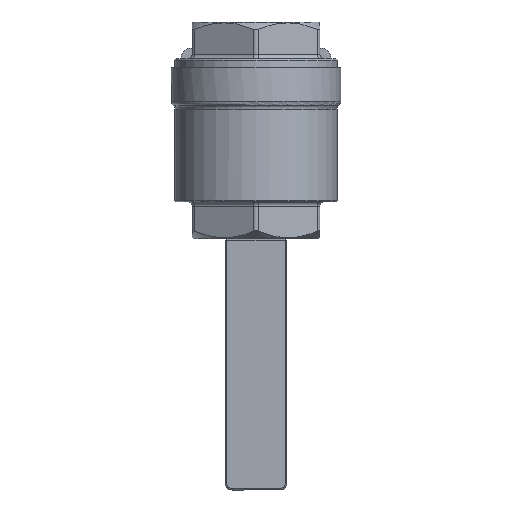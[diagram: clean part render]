
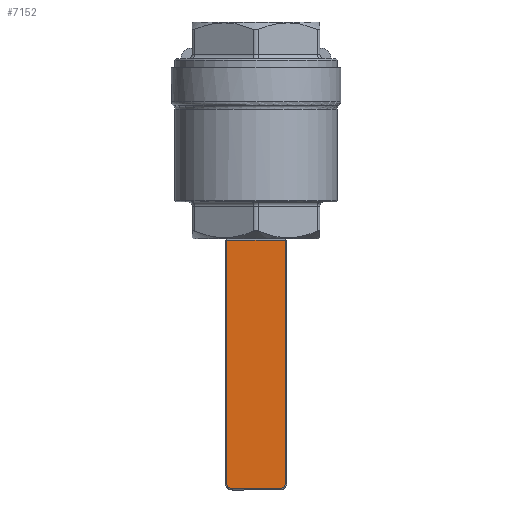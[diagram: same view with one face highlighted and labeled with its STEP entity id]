
A CAD part, front view. The second image highlights one B-rep face of the part: STEP entity #7152.
In plain terms, the highlighted planar face has unit normal (0, -1, 0).
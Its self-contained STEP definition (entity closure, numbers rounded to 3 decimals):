
#337=PLANE('',#7862);
#756=FACE_OUTER_BOUND('',#1200,.T.);
#1200=EDGE_LOOP('',(#5862,#5863,#5864,#5865,#5866,#5867));
#1727=LINE('',#13116,#2278);
#1730=LINE('',#13131,#2281);
#1732=LINE('',#13143,#2283);
#1733=LINE('',#13145,#2284);
#2278=VECTOR('',#9297,10.);
#2281=VECTOR('',#9314,10.);
#2283=VECTOR('',#9328,10.);
#2284=VECTOR('',#9331,10.);
#2611=CIRCLE('',#7853,4.);
#2615=CIRCLE('',#7859,4.);
#3276=VERTEX_POINT('',#13113);
#3277=VERTEX_POINT('',#13115);
#3279=VERTEX_POINT('',#13121);
#3281=VERTEX_POINT('',#13127);
#3283=VERTEX_POINT('',#13133);
#3285=VERTEX_POINT('',#13139);
#4148=EDGE_CURVE('',#3276,#3277,#1727,.T.);
#4153=EDGE_CURVE('',#3277,#3279,#2611,.T.);
#4156=EDGE_CURVE('',#3279,#3281,#1730,.T.);
#4159=EDGE_CURVE('',#3281,#3283,#2615,.T.);
#4162=EDGE_CURVE('',#3283,#3285,#1732,.T.);
#4163=EDGE_CURVE('',#3285,#3276,#1733,.T.);
#5862=ORIENTED_EDGE('',*,*,#4162,.F.);
#5863=ORIENTED_EDGE('',*,*,#4159,.F.);
#5864=ORIENTED_EDGE('',*,*,#4156,.F.);
#5865=ORIENTED_EDGE('',*,*,#4153,.F.);
#5866=ORIENTED_EDGE('',*,*,#4148,.F.);
#5867=ORIENTED_EDGE('',*,*,#4163,.F.);
#7152=ADVANCED_FACE('',(#756),#337,.T.);
#7853=AXIS2_PLACEMENT_3D('',#13125,#9307,#9308);
#7859=AXIS2_PLACEMENT_3D('',#13137,#9321,#9322);
#7862=AXIS2_PLACEMENT_3D('',#13144,#9329,#9330);
#9297=DIRECTION('',(0.,0.,-1.));
#9307=DIRECTION('center_axis',(0.,1.,0.));
#9308=DIRECTION('ref_axis',(0.707,0.,-0.707));
#9314=DIRECTION('',(-1.,0.,0.));
#9321=DIRECTION('center_axis',(0.,1.,0.));
#9322=DIRECTION('ref_axis',(-0.707,0.,-0.707));
#9328=DIRECTION('',(0.,0.,1.));
#9329=DIRECTION('center_axis',(0.,-1.,0.));
#9330=DIRECTION('ref_axis',(-1.,0.,0.));
#9331=DIRECTION('',(1.,0.,0.));
#13113=CARTESIAN_POINT('',(20.,40.815,-79.5));
#13115=CARTESIAN_POINT('',(20.,40.815,-244.));
#13116=CARTESIAN_POINT('',(20.,40.815,-79.5));
#13121=CARTESIAN_POINT('',(16.,40.815,-248.));
#13125=CARTESIAN_POINT('Origin',(16.,40.815,-244.));
#13127=CARTESIAN_POINT('',(-16.,40.815,-248.));
#13131=CARTESIAN_POINT('',(10.5,40.815,-248.));
#13133=CARTESIAN_POINT('',(-20.,40.815,-244.));
#13137=CARTESIAN_POINT('Origin',(-16.,40.815,-244.));
#13139=CARTESIAN_POINT('',(-20.,40.815,-79.5));
#13143=CARTESIAN_POINT('',(-20.,40.815,-79.5));
#13144=CARTESIAN_POINT('Origin',(21.,40.815,-79.5));
#13145=CARTESIAN_POINT('',(-21.,40.815,-79.5));
